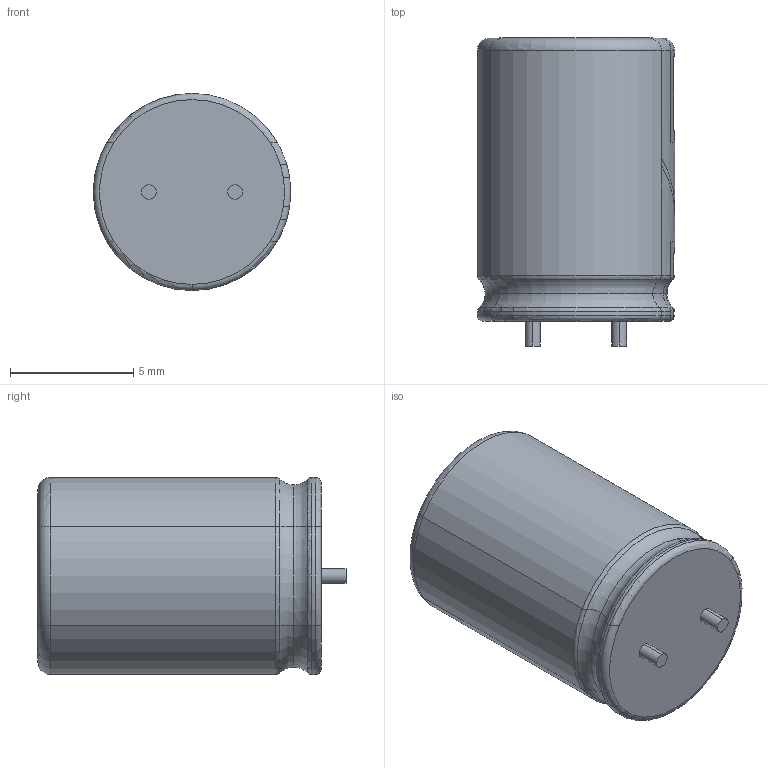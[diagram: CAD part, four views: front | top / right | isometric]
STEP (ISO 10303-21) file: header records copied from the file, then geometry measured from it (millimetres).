
FILE_DESCRIPTION (( 'STEP AP214' ), '1' );
FILE_NAME ('C DIP 8x11.5 P=3.5.STEP', '2013-02-12T09:20:10', ( 'Master' ), ( '' ), 'SwSTEP 2.0', 'SolidWorks 2010', '' );
FILE_SCHEMA (( 'AUTOMOTIVE_DESIGN' ));
Length unit declared in the file: millimetre
Products named in the file (1): C DIP 8x11.5 P=3.5
Bounding box: 8 x 12.5 x 8 mm (x, y, z)
Volume: 567.7 mm3; surface area: 389.2 mm2
Topology: 1 solids, 1 shells, 85 faces, 189 edges, 109 vertices
Faces by surface type: torus 51, cylinder 26, plane 8
Entity records: 3387 total; most frequent: CARTESIAN_POINT 634, DIRECTION 414, ORIENTED_EDGE 378, AXIS2_PLACEMENT_3D 189, EDGE_CURVE 189, VERTEX_POINT 109, CIRCLE 103, EDGE_LOOP 88
